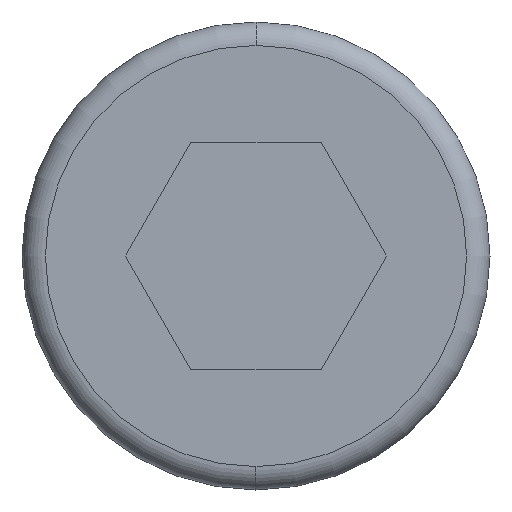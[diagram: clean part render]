
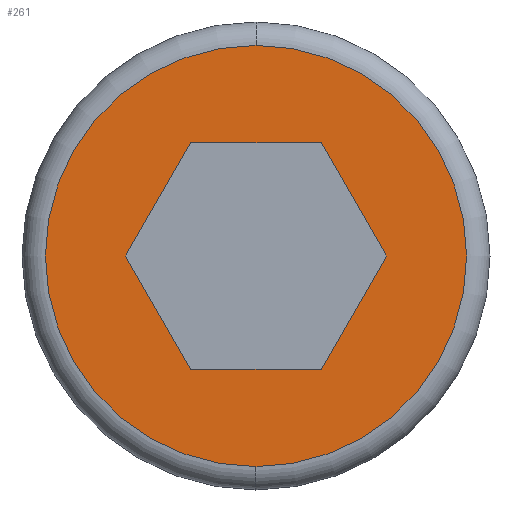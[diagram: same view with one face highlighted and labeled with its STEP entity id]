
A CAD part, left-side view. The second image highlights one B-rep face of the part: STEP entity #261.
In plain terms, the highlighted planar face has unit normal (-1, 0, 0).
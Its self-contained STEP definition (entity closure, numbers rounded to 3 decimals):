
#3 = EDGE_LOOP ( 'NONE', ( #41, #19, #376, #135, #60, #289 ) ) ;
#5 = DIRECTION ( 'NONE',  ( 0., -1., 0. ) ) ;
#19 = ORIENTED_EDGE ( 'NONE', *, *, #525, .F. ) ;
#24 = ORIENTED_EDGE ( 'NONE', *, *, #468, .T. ) ;
#27 = CARTESIAN_POINT ( 'NONE',  ( -4.82, 3.726, 2. ) ) ;
#29 = VECTOR ( 'NONE', #150, 1000. ) ;
#41 = ORIENTED_EDGE ( 'NONE', *, *, #413, .F. ) ;
#55 = CARTESIAN_POINT ( 'NONE',  ( -4.82, 2.664, 0.613 ) ) ;
#60 = ORIENTED_EDGE ( 'NONE', *, *, #86, .F. ) ;
#63 = DIRECTION ( 'NONE',  ( 0., 1., 0. ) ) ;
#84 = VERTEX_POINT ( 'NONE', #204 ) ;
#86 = EDGE_CURVE ( 'E39', #493, #333, #416, .T. ) ;
#88 = FACE_BOUND ( 'NONE', #3, .T. ) ;
#95 = LINE ( 'NONE', #27, #221 ) ;
#104 = CARTESIAN_POINT ( 'NONE',  ( -4.82, 0., -3.726 ) ) ;
#107 = EDGE_CURVE ( 'E25', #389, #210, #444, .T. ) ;
#133 = CARTESIAN_POINT ( 'NONE',  ( -4.82, 3.726, 0. ) ) ;
#135 = ORIENTED_EDGE ( 'NONE', *, *, #253, .F. ) ;
#141 = CARTESIAN_POINT ( 'NONE',  ( -4.82, 1.155, -2. ) ) ;
#145 = CARTESIAN_POINT ( 'NONE',  ( -4.82, -0.801, 2.613 ) ) ;
#150 = DIRECTION ( 'NONE',  ( 0., -0.5, 0.866 ) ) ;
#151 = DIRECTION ( 'NONE',  ( 0., 0., 1. ) ) ;
#163 = LINE ( 'NONE', #434, #29 ) ;
#164 = VECTOR ( 'NONE', #377, 1000. ) ;
#172 = VECTOR ( 'NONE', #5, 1000. ) ;
#176 = PLANE ( 'NONE',  #454 ) ;
#181 = AXIS2_PLACEMENT_3D ( 'NONE', #346, #473, #151 ) ;
#195 = FACE_OUTER_BOUND ( 'NONE', #512, .T. ) ;
#197 = VECTOR ( 'NONE', #406, 1000. ) ;
#204 = CARTESIAN_POINT ( 'NONE',  ( -4.82, -1.155, 2. ) ) ;
#207 = CARTESIAN_POINT ( 'NONE',  ( -4.82, 3.726, -2. ) ) ;
#210 = VERTEX_POINT ( 'NONE', #329 ) ;
#214 = CARTESIAN_POINT ( 'NONE',  ( -4.82, -2.309, 0. ) ) ;
#220 = DIRECTION ( 'NONE',  ( 0., 0.5, 0.866 ) ) ;
#221 = VECTOR ( 'NONE', #63, 1000. ) ;
#237 = LINE ( 'NONE', #55, #164 ) ;
#241 = AXIS2_PLACEMENT_3D ( 'NONE', #482, #317, #475 ) ;
#253 = EDGE_CURVE ( 'E32', #333, #389, #237, .T. ) ;
#260 = CARTESIAN_POINT ( 'NONE',  ( -4.82, 2.309, 0. ) ) ;
#261 = ADVANCED_FACE ( 'E3', ( #195, #88 ), #176, .F. ) ;
#282 = VECTOR ( 'NONE', #220, 1000. ) ;
#289 = ORIENTED_EDGE ( 'NONE', *, *, #439, .F. ) ;
#310 = VERTEX_POINT ( 'NONE', #214 ) ;
#317 = DIRECTION ( 'NONE',  ( -1., 0., 0. ) ) ;
#318 = VERTEX_POINT ( 'NONE', #505 ) ;
#329 = CARTESIAN_POINT ( 'NONE',  ( -4.82, -1.155, -2. ) ) ;
#333 = VERTEX_POINT ( 'NONE', #260 ) ;
#346 = CARTESIAN_POINT ( 'NONE',  ( -4.82, 0., 0. ) ) ;
#369 = VERTEX_POINT ( 'NONE', #104 ) ;
#376 = ORIENTED_EDGE ( 'NONE', *, *, #107, .F. ) ;
#377 = DIRECTION ( 'NONE',  ( 0., -0.5, -0.866 ) ) ;
#389 = VERTEX_POINT ( 'NONE', #141 ) ;
#391 = CARTESIAN_POINT ( 'NONE',  ( -4.82, 1.155, 2. ) ) ;
#406 = DIRECTION ( 'NONE',  ( 0., 0.5, -0.866 ) ) ;
#413 = EDGE_CURVE ( 'E11', #310, #84, #429, .T. ) ;
#416 = LINE ( 'NONE', #495, #197 ) ;
#420 = DIRECTION ( 'NONE',  ( 0., 0., -1. ) ) ;
#429 = LINE ( 'NONE', #145, #282 ) ;
#434 = CARTESIAN_POINT ( 'NONE',  ( -4.82, -0.801, -2.613 ) ) ;
#439 = EDGE_CURVE ( 'E46', #84, #493, #95, .T. ) ;
#444 = LINE ( 'NONE', #207, #172 ) ;
#454 = AXIS2_PLACEMENT_3D ( 'NONE', #133, #503, #420 ) ;
#461 = CIRCLE ( 'NONE', #241, 3.726 ) ;
#468 = EDGE_CURVE ( 'E4', #369, #318, #518, .T. ) ;
#473 = DIRECTION ( 'NONE',  ( -1., 0., 0. ) ) ;
#475 = DIRECTION ( 'NONE',  ( 0., 0., 1. ) ) ;
#481 = ORIENTED_EDGE ( 'NONE', *, *, #504, .T. ) ;
#482 = CARTESIAN_POINT ( 'NONE',  ( -4.82, 0., 0. ) ) ;
#493 = VERTEX_POINT ( 'NONE', #391 ) ;
#495 = CARTESIAN_POINT ( 'NONE',  ( -4.82, 2.664, -0.613 ) ) ;
#503 = DIRECTION ( 'NONE',  ( 1., 0., 0. ) ) ;
#504 = EDGE_CURVE ( 'E4', #318, #369, #461, .T. ) ;
#505 = CARTESIAN_POINT ( 'NONE',  ( -4.82, 0., 3.726 ) ) ;
#512 = EDGE_LOOP ( 'NONE', ( #481, #24 ) ) ;
#518 = CIRCLE ( 'NONE', #181, 3.726 ) ;
#525 = EDGE_CURVE ( 'E18', #210, #310, #163, .T. ) ;
